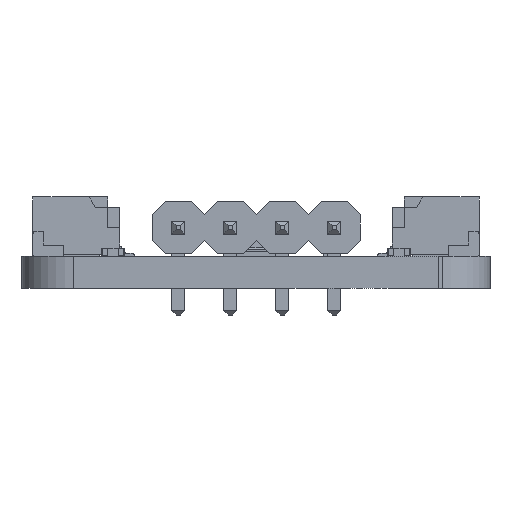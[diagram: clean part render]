
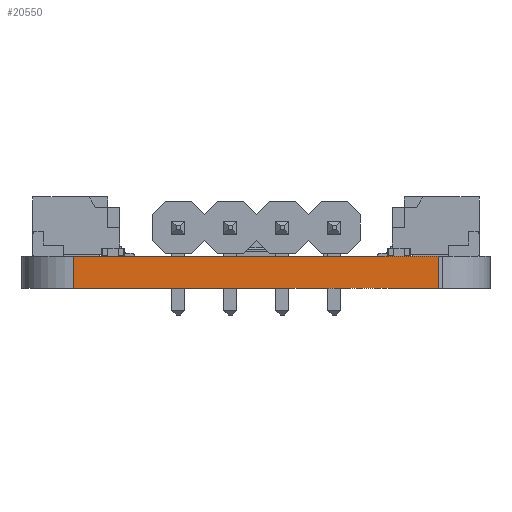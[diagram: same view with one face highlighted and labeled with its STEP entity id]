
A CAD part, front view. The second image highlights one B-rep face of the part: STEP entity #20550.
In plain terms, the highlighted planar face has unit normal (0, -1, 0).
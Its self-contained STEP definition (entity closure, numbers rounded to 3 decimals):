
#1046=PLANE('',#21966);
#1939=FACE_OUTER_BOUND('',#3075,.T.);
#3075=EDGE_LOOP('',(#14647,#14648,#14649,#14650));
#4403=LINE('',#29038,#6835);
#4404=LINE('',#29041,#6836);
#4405=LINE('',#29043,#6837);
#4406=LINE('',#29044,#6838);
#6835=VECTOR('',#23691,10.);
#6836=VECTOR('',#23694,10.);
#6837=VECTOR('',#23695,10.);
#6838=VECTOR('',#23696,10.);
#9635=VERTEX_POINT('',#29034);
#9636=VERTEX_POINT('',#29036);
#9637=VERTEX_POINT('',#29040);
#9638=VERTEX_POINT('',#29042);
#11627=EDGE_CURVE('',#9635,#9636,#4403,.T.);
#11628=EDGE_CURVE('',#9637,#9635,#4404,.T.);
#11629=EDGE_CURVE('',#9638,#9636,#4405,.T.);
#11630=EDGE_CURVE('',#9637,#9638,#4406,.T.);
#14647=ORIENTED_EDGE('',*,*,#11628,.T.);
#14648=ORIENTED_EDGE('',*,*,#11627,.T.);
#14649=ORIENTED_EDGE('',*,*,#11629,.F.);
#14650=ORIENTED_EDGE('',*,*,#11630,.F.);
#20550=ADVANCED_FACE('',(#1939),#1046,.T.);
#21966=AXIS2_PLACEMENT_3D('',#29039,#23692,#23693);
#23691=DIRECTION('',(0.,0.,1.));
#23692=DIRECTION('center_axis',(0.,-1.,0.));
#23693=DIRECTION('ref_axis',(1.,0.,0.));
#23694=DIRECTION('',(1.,0.,0.));
#23695=DIRECTION('',(1.,0.,0.));
#23696=DIRECTION('',(0.,0.,1.));
#29034=CARTESIAN_POINT('',(8.89,0.,0.));
#29036=CARTESIAN_POINT('',(8.89,0.,1.57));
#29038=CARTESIAN_POINT('',(8.89,0.,0.));
#29039=CARTESIAN_POINT('Origin',(-8.89,0.,
0.));
#29040=CARTESIAN_POINT('',(-8.89,0.,0.));
#29041=CARTESIAN_POINT('',(-8.89,0.,0.));
#29042=CARTESIAN_POINT('',(-8.89,0.,1.57));
#29043=CARTESIAN_POINT('',(-8.89,0.,1.57));
#29044=CARTESIAN_POINT('',(-8.89,0.,0.));
